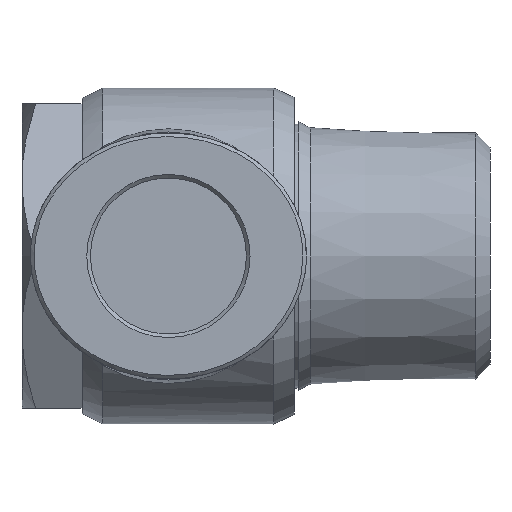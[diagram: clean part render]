
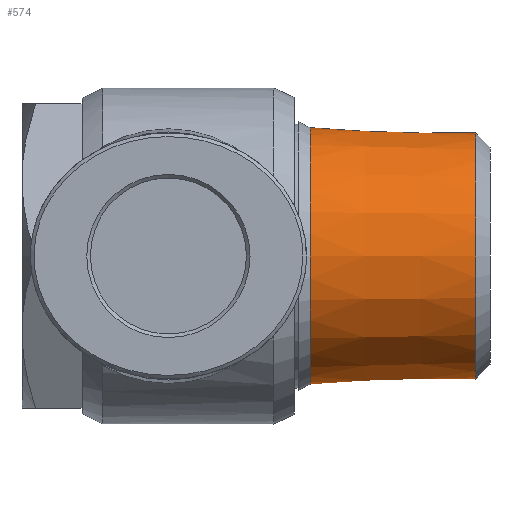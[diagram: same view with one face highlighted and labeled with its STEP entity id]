
A CAD part, front view. The second image highlights one B-rep face of the part: STEP entity #574.
In plain terms, the highlighted conical face has half-angle 1.776 degrees and reference radius 10.457 mm.
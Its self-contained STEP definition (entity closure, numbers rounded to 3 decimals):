
#532=CARTESIAN_POINT('',(37.801,10.262,0.));
#533=VERTEX_POINT('',#532);
#534=CARTESIAN_POINT('',(37.801,0.,0.));
#535=DIRECTION('',(1.0,0.0,0.0));
#536=DIRECTION('',(0.0,-1.0,0.0));
#537=AXIS2_PLACEMENT_3D('',#534,#535,#536);
#538=CIRCLE('',#537,10.262);
#539=EDGE_CURVE('',#533,#533,#538,.T.);
#555=CARTESIAN_POINT('',(31.5,0.,0.0));
#556=DIRECTION('',(-1.0,0.,0.0));
#557=DIRECTION('',(0.0,1.0,0.0));
#558=AXIS2_PLACEMENT_3D('',#555,#556,#557);
#559=CONICAL_SURFACE('',#558,10.458,1.776);
#560=CARTESIAN_POINT('',(24.0,10.69,0.0));
#561=VERTEX_POINT('',#560);
#562=CARTESIAN_POINT('',(24.,0.,0.0));
#563=DIRECTION('',(1.0,0.0,0.0));
#564=DIRECTION('',(0.0,1.0,0.0));
#565=AXIS2_PLACEMENT_3D('',#562,#563,#564);
#566=CIRCLE('',#565,10.69);
#567=EDGE_CURVE('',#561,#561,#566,.T.);
#568=ORIENTED_EDGE('',*,*,#567,.T.);
#569=EDGE_LOOP('',(#568));
#570=FACE_OUTER_BOUND('',#569,.T.);
#571=ORIENTED_EDGE('',*,*,#539,.F.);
#572=EDGE_LOOP('',(#571));
#573=FACE_BOUND('',#572,.T.);
#574=ADVANCED_FACE('',(#570,#573),#559,.T.);
